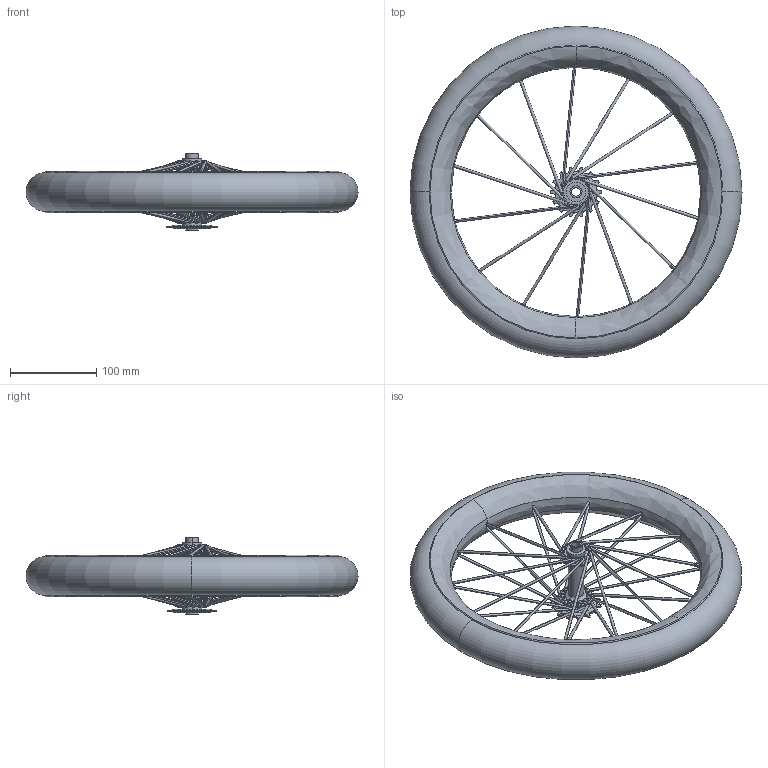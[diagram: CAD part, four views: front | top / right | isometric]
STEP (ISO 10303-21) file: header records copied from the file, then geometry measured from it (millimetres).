
FILE_DESCRIPTION (( 'STEP AP203' ), '1' );
FILE_NAME ('cwheel.STEP', '2020-11-25T17:00:50', ( '' ), ( '' ), 'SwSTEP 2.0', 'SolidWorks 2019', '' );
FILE_SCHEMA (( 'CONFIG_CONTROL_DESIGN' ));
Length unit declared in the file: millimetre
Products named in the file (1): cwheel
Bounding box: 385.51 x 385.51 x 89 mm (x, y, z)
Volume: 1929473.9 mm3; surface area: 217612.5 mm2
Topology: 3 solids, 3 shells, 471 faces, 1285 edges, 834 vertices
Faces by surface type: cylinder 225, torus 138, plane 102, bspline 6
Entity records: 17536 total; most frequent: CARTESIAN_POINT 4883, DIRECTION 2883, ORIENTED_EDGE 2570, AXIS2_PLACEMENT_3D 1310, EDGE_CURVE 1285, CIRCLE 844, VERTEX_POINT 834, EDGE_LOOP 601
